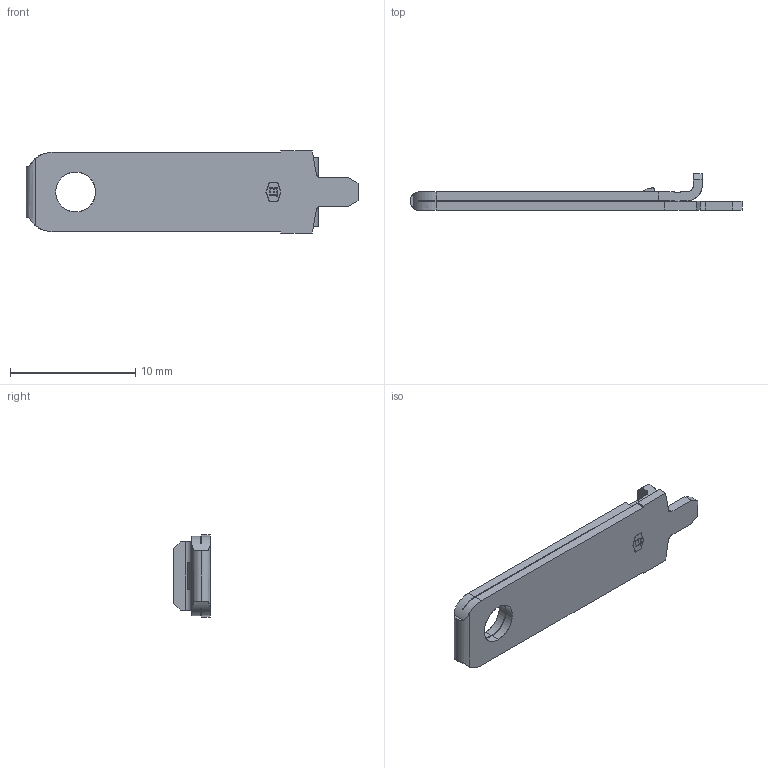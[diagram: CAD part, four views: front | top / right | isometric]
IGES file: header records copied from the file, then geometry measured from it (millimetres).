
Start section: SolidWorks IGES file using analytic representation for surfaces
Global section: file name: 14016.IGS; native system: SolidWorks 2019; preprocessor: SolidWorks 2019; author: sjohnson; date: 191231.075622; units: inch
Bounding box: 26.49 x 2.92 x 6.58 mm (x, y, z)
Surface area: 665.4 mm2 (no closed solid volume)
Topology: 0 solids, 0 shells, 99 faces, 756 edges, 756 vertices
Faces by surface type: bspline 82, revolution 17
